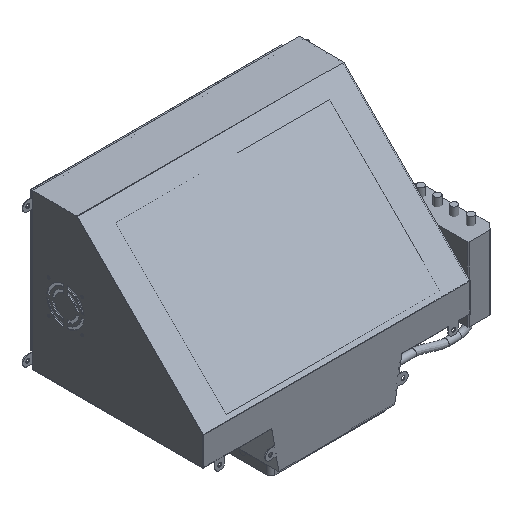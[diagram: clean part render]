
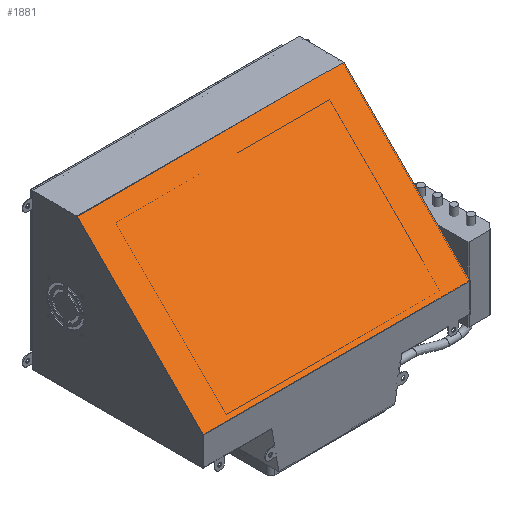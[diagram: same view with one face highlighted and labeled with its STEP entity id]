
A CAD part, isometric view. The second image highlights one B-rep face of the part: STEP entity #1881.
In plain terms, the highlighted planar face has unit normal (0, -0.707, 0.707).
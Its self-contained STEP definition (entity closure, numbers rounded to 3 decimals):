
#1073=FACE_OUTER_BOUND('',#8478,.T.);
#1881=ADVANCED_FACE('',(#1073),#2817,.T.);
#2817=PLANE('',#19799);
#3151=ELLIPSE('',#19797,0.707,0.5);
#3152=ELLIPSE('',#19798,0.707,0.5);
#4224=LINE('',#28033,#6159);
#4333=LINE('',#28416,#6268);
#4334=LINE('',#28421,#6269);
#4335=LINE('',#28423,#6270);
#6159=VECTOR('',#22723,1.);
#6268=VECTOR('',#23082,1.);
#6269=VECTOR('',#23089,1.);
#6270=VECTOR('',#23090,1.);
#8478=EDGE_LOOP('',(#11818,#11819,#11820,#11821,#11822,#11823));
#11818=ORIENTED_EDGE('',*,*,#17485,.T.);
#11819=ORIENTED_EDGE('',*,*,#17487,.T.);
#11820=ORIENTED_EDGE('',*,*,#17293,.F.);
#11821=ORIENTED_EDGE('',*,*,#17488,.T.);
#11822=ORIENTED_EDGE('',*,*,#17489,.T.);
#11823=ORIENTED_EDGE('',*,*,#17490,.T.);
#15187=VERTEX_POINT('',#28032);
#15188=VERTEX_POINT('',#28034);
#15336=VERTEX_POINT('',#28415);
#15337=VERTEX_POINT('',#28417);
#15338=VERTEX_POINT('',#28422);
#15339=VERTEX_POINT('',#28424);
#17293=EDGE_CURVE('',#15187,#15188,#4224,.T.);
#17485=EDGE_CURVE('',#15337,#15336,#4333,.T.);
#17487=EDGE_CURVE('',#15336,#15188,#3151,.T.);
#17488=EDGE_CURVE('',#15187,#15338,#4334,.T.);
#17489=EDGE_CURVE('',#15338,#15339,#4335,.T.);
#17490=EDGE_CURVE('',#15339,#15337,#3152,.T.);
#19797=AXIS2_PLACEMENT_3D('',#28420,#23087,#23088);
#19798=AXIS2_PLACEMENT_3D('',#28425,#23091,#23092);
#19799=AXIS2_PLACEMENT_3D('',#28426,#23093,#23094);
#22723=DIRECTION('',(0.,-0.707,-0.707));
#23082=DIRECTION('',(1.,0.,0.));
#23087=DIRECTION('',(0.,-0.707,0.707));
#23088=DIRECTION('',(0.,0.707,0.707));
#23089=DIRECTION('',(-1.,0.,0.));
#23090=DIRECTION('',(0.,-0.707,-0.707));
#23091=DIRECTION('',(0.,-0.707,0.707));
#23092=DIRECTION('',(0.,0.707,0.707));
#23093=DIRECTION('',(0.,-0.707,0.707));
#23094=DIRECTION('',(0.,-0.707,-0.707));
#28032=CARTESIAN_POINT('',(160.,87.343,231.));
#28033=CARTESIAN_POINT('',(160.,-60.118,83.539));
#28034=CARTESIAN_POINT('',(160.,-63.5,80.157));
#28415=CARTESIAN_POINT('',(159.854,-63.854,79.803));
#28416=CARTESIAN_POINT('',(127.,-63.854,79.803));
#28417=CARTESIAN_POINT('',(-159.854,-63.854,79.803));
#28420=CARTESIAN_POINT('',(159.5,-63.5,80.157));
#28421=CARTESIAN_POINT('',(49.046,87.343,231.));
#28422=CARTESIAN_POINT('',(-160.,87.343,231.));
#28423=CARTESIAN_POINT('',(-160.,101.338,244.995));
#28424=CARTESIAN_POINT('',(-160.,-63.5,80.157));
#28425=CARTESIAN_POINT('',(-159.5,-63.5,80.157));
#28426=CARTESIAN_POINT('',(128.,-60.118,83.539));
